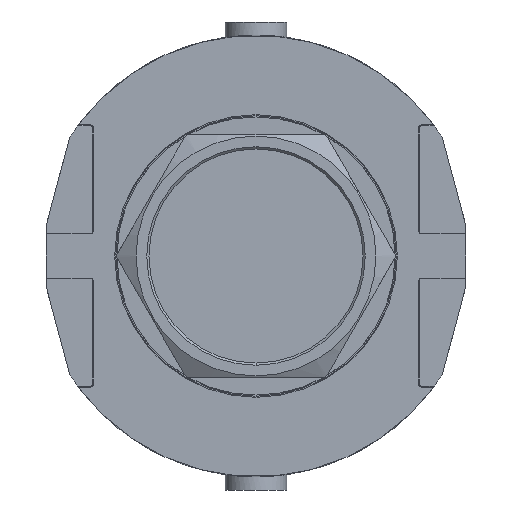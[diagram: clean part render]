
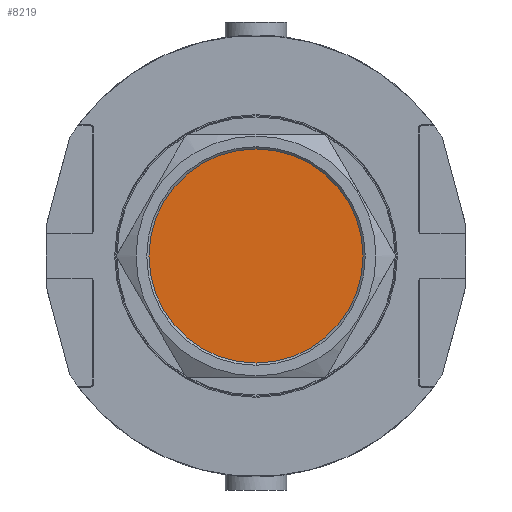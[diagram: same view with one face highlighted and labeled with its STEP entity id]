
A CAD part, left-side view. The second image highlights one B-rep face of the part: STEP entity #8219.
In plain terms, the highlighted planar face has unit normal (-1, 0, 0).
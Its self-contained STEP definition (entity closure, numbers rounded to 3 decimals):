
#3440=CARTESIAN_POINT('',(-90.,0.,0.));
#3441=DIRECTION('',(-1.,0.,0.));
#3442=DIRECTION('',(0.,1.,0.));
#3443=AXIS2_PLACEMENT_3D('',#3440,#3441,#3442);
#3445=CARTESIAN_POINT('',(-90.,0.,0.));
#3446=DIRECTION('',(1.,0.,0.));
#3447=DIRECTION('',(0.,1.,0.));
#3448=AXIS2_PLACEMENT_3D('',#3445,#3446,#3447);
#3486=CARTESIAN_POINT('',(-90.,25.,0.));
#3487=CARTESIAN_POINT('',(-90.,-25.,0.));
#3488=VERTEX_POINT('',#3486);
#3489=VERTEX_POINT('',#3487);
#8210=CARTESIAN_POINT('',(-90.,0.,0.));
#8211=DIRECTION('',(1.,0.,0.));
#8212=DIRECTION('',(0.,-1.,0.));
#8213=AXIS2_PLACEMENT_3D('',#8210,#8211,#8212);
#8214=PLANE('',#8213);
#8215=ORIENTED_EDGE('',*,*,#8192,.F.);
#8216=ORIENTED_EDGE('',*,*,#8177,.T.);
#8217=EDGE_LOOP('',(#8215,#8216));
#8218=FACE_OUTER_BOUND('',#8217,.F.);
#8219=ADVANCED_FACE('',(#8218),#8214,.F.);
#3444=CIRCLE('',#3443,25.);
#3449=CIRCLE('',#3448,25.);
#8177=EDGE_CURVE('',#3488,#3489,#3449,.T.);
#8192=EDGE_CURVE('',#3488,#3489,#3444,.T.);
